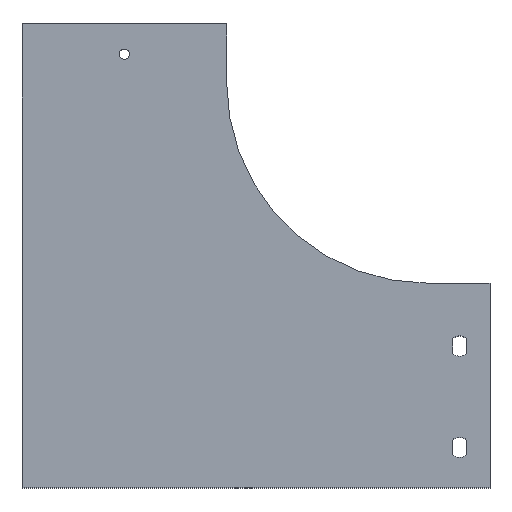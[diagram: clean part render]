
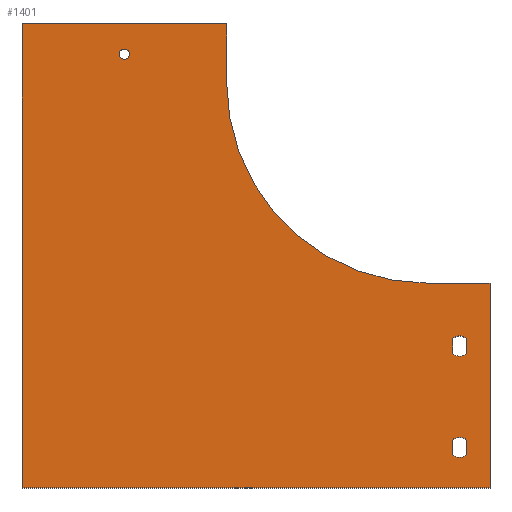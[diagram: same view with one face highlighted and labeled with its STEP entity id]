
A CAD part, top view. The second image highlights one B-rep face of the part: STEP entity #1401.
In plain terms, the highlighted planar face has unit normal (0, 0, 1).
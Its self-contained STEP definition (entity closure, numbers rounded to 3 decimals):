
#3 = PLANE ( 'NONE',  #992 ) ;
#10 = CARTESIAN_POINT ( 'NONE',  ( 200., 200., 1. ) ) ;
#21 = DIRECTION ( 'NONE',  ( 0., 0., -1. ) ) ;
#114 = DIRECTION ( 'NONE',  ( -1., 0., 0. ) ) ;
#219 = ORIENTED_EDGE ( 'NONE', *, *, #1078, .F. ) ;
#220 = ORIENTED_EDGE ( 'NONE', *, *, #1077, .F. ) ;
#221 = ORIENTED_EDGE ( 'NONE', *, *, #1082, .T. ) ;
#222 = ORIENTED_EDGE ( 'NONE', *, *, #1080, .F. ) ;
#228 = ORIENTED_EDGE ( 'NONE', *, *, #1083, .T. ) ;
#343 = EDGE_LOOP ( 'NONE', ( #1388 ) ) ;
#353 = EDGE_LOOP ( 'NONE', ( #219, #1391, #222, #1374 ) ) ;
#357 = EDGE_LOOP ( 'NONE', ( #1376, #1387, #1385, #220 ) ) ;
#457 = VERTEX_POINT ( 'NONE', #875 ) ;
#458 = VERTEX_POINT ( 'NONE', #874 ) ;
#461 = VERTEX_POINT ( 'NONE', #871 ) ;
#462 = VERTEX_POINT ( 'NONE', #870 ) ;
#465 = VERTEX_POINT ( 'NONE', #867 ) ;
#466 = VERTEX_POINT ( 'NONE', #866 ) ;
#467 = VERTEX_POINT ( 'NONE', #865 ) ;
#468 = VERTEX_POINT ( 'NONE', #864 ) ;
#470 = VERTEX_POINT ( 'NONE', #862 ) ;
#471 = VERTEX_POINT ( 'NONE', #861 ) ;
#474 = VERTEX_POINT ( 'NONE', #858 ) ;
#476 = VERTEX_POINT ( 'NONE', #856 ) ;
#479 = VERTEX_POINT ( 'NONE', #853 ) ;
#488 = VERTEX_POINT ( 'NONE', #844 ) ;
#490 = VERTEX_POINT ( 'NONE', #842 ) ;
#653 = VERTEX_POINT ( 'NONE', #1761 ) ;
#708 = DIRECTION ( 'NONE',  ( 1., 0., 0. ) ) ;
#709 = DIRECTION ( 'NONE',  ( 0., 0., -1. ) ) ;
#710 = CARTESIAN_POINT ( 'NONE',  ( 200., 200., 1. ) ) ;
#713 = DIRECTION ( 'NONE',  ( 1., 0., 0. ) ) ;
#715 = DIRECTION ( 'NONE',  ( 0., 0., 1. ) ) ;
#716 = CARTESIAN_POINT ( 'NONE',  ( 216., 20., 1. ) ) ;
#717 = DIRECTION ( 'NONE',  ( 0., 1., 0. ) ) ;
#718 = CARTESIAN_POINT ( 'NONE',  ( 101., 200., 1. ) ) ;
#720 = DIRECTION ( 'NONE',  ( 1., 0., 0. ) ) ;
#721 = DIRECTION ( 'NONE',  ( 0., 0., 1. ) ) ;
#722 = CARTESIAN_POINT ( 'NONE',  ( 216., 20., 1. ) ) ;
#723 = DIRECTION ( 'NONE',  ( -1., 0., 0. ) ) ;
#725 = CARTESIAN_POINT ( 'NONE',  ( 231., 101., 1. ) ) ;
#728 = DIRECTION ( 'NONE',  ( 1., 0., 0. ) ) ;
#731 = DIRECTION ( 'NONE',  ( 0., 0., 1. ) ) ;
#732 = CARTESIAN_POINT ( 'NONE',  ( 216., 70., 1. ) ) ;
#734 = CARTESIAN_POINT ( 'NONE',  ( 212.5, 16.429, 1. ) ) ;
#735 = DIRECTION ( 'NONE',  ( 0., 1., 0. ) ) ;
#736 = CARTESIAN_POINT ( 'NONE',  ( 219.5, 16.429, 1. ) ) ;
#737 = DIRECTION ( 'NONE',  ( 0., -1., 0. ) ) ;
#738 = DIRECTION ( 'NONE',  ( 1., 0., 0. ) ) ;
#740 = DIRECTION ( 'NONE',  ( 0., 0., 1. ) ) ;
#741 = CARTESIAN_POINT ( 'NONE',  ( 216., 70., 1. ) ) ;
#743 = CARTESIAN_POINT ( 'NONE',  ( 219.5, 66.429, 1. ) ) ;
#745 = DIRECTION ( 'NONE',  ( 0., -1., 0. ) ) ;
#746 = DIRECTION ( 'NONE',  ( 1., 0., 0. ) ) ;
#748 = DIRECTION ( 'NONE',  ( 0., 0., 1. ) ) ;
#749 = CARTESIAN_POINT ( 'NONE',  ( 50.5, 214., 1. ) ) ;
#750 = DIRECTION ( 'NONE',  ( 0., 1., 0. ) ) ;
#756 = CARTESIAN_POINT ( 'NONE',  ( 212.5, 66.429, 1. ) ) ;
#763 = DIRECTION ( 'NONE',  ( -1., 0., 0. ) ) ;
#765 = CARTESIAN_POINT ( 'NONE',  ( 100., 229., 1. ) ) ;
#770 = DIRECTION ( 'NONE',  ( 0., 1., 0. ) ) ;
#772 = CARTESIAN_POINT ( 'NONE',  ( 231., 0., 1. ) ) ;
#789 = DIRECTION ( 'NONE',  ( 1., 0., 0. ) ) ;
#792 = CARTESIAN_POINT ( 'NONE',  ( 0., 0., 1. ) ) ;
#802 = DIRECTION ( 'NONE',  ( 0., -1., 0. ) ) ;
#813 = CARTESIAN_POINT ( 'NONE',  ( 0., 229., 1. ) ) ;
#842 = CARTESIAN_POINT ( 'NONE',  ( 0., 229., 1. ) ) ;
#844 = CARTESIAN_POINT ( 'NONE',  ( 231., 0., 1. ) ) ;
#853 = CARTESIAN_POINT ( 'NONE',  ( 0., 0., 1. ) ) ;
#856 = CARTESIAN_POINT ( 'NONE',  ( 212.5, 66.429, 1. ) ) ;
#858 = CARTESIAN_POINT ( 'NONE',  ( 219.5, 23.571, 1. ) ) ;
#861 = CARTESIAN_POINT ( 'NONE',  ( 231., 101., 1. ) ) ;
#862 = CARTESIAN_POINT ( 'NONE',  ( 101., 229., 1. ) ) ;
#864 = CARTESIAN_POINT ( 'NONE',  ( 212.5, 23.571, 1. ) ) ;
#865 = CARTESIAN_POINT ( 'NONE',  ( 212.5, 73.571, 1. ) ) ;
#866 = CARTESIAN_POINT ( 'NONE',  ( 219.5, 73.571, 1. ) ) ;
#867 = CARTESIAN_POINT ( 'NONE',  ( 219.5, 66.429, 1. ) ) ;
#870 = CARTESIAN_POINT ( 'NONE',  ( 212.5, 16.429, 1. ) ) ;
#871 = CARTESIAN_POINT ( 'NONE',  ( 219.5, 16.429, 1. ) ) ;
#874 = CARTESIAN_POINT ( 'NONE',  ( 200., 101., 1. ) ) ;
#875 = CARTESIAN_POINT ( 'NONE',  ( 101., 200., 1. ) ) ;
#992 = AXIS2_PLACEMENT_3D ( 'NONE', #10, #21, #114 ) ;
#1004 = AXIS2_PLACEMENT_3D ( 'NONE', #710, #709, #708 ) ;
#1005 = AXIS2_PLACEMENT_3D ( 'NONE', #716, #715, #713 ) ;
#1006 = AXIS2_PLACEMENT_3D ( 'NONE', #722, #721, #720 ) ;
#1007 = AXIS2_PLACEMENT_3D ( 'NONE', #732, #731, #728 ) ;
#1038 = AXIS2_PLACEMENT_3D ( 'NONE', #741, #740, #738 ) ;
#1039 = AXIS2_PLACEMENT_3D ( 'NONE', #749, #748, #746 ) ;
#1056 = EDGE_CURVE ( 'NONE', #490, #479, #1104, .T. ) ;
#1060 = EDGE_CURVE ( 'NONE', #479, #488, #1103, .T. ) ;
#1066 = EDGE_CURVE ( 'NONE', #488, #471, #1122, .T. ) ;
#1068 = EDGE_CURVE ( 'NONE', #470, #490, #1126, .T. ) ;
#1073 = EDGE_CURVE ( 'NONE', #653, #653, #1132, .T. ) ;
#1074 = EDGE_CURVE ( 'NONE', #467, #476, #1139, .T. ) ;
#1075 = EDGE_CURVE ( 'NONE', #466, #467, #1136, .T. ) ;
#1076 = EDGE_CURVE ( 'NONE', #465, #466, #1138, .T. ) ;
#1077 = EDGE_CURVE ( 'NONE', #476, #465, #1142, .T. ) ;
#1078 = EDGE_CURVE ( 'NONE', #468, #462, #1140, .T. ) ;
#1079 = EDGE_CURVE ( 'NONE', #474, #468, #1145, .T. ) ;
#1080 = EDGE_CURVE ( 'NONE', #461, #474, #1147, .T. ) ;
#1081 = EDGE_CURVE ( 'NONE', #462, #461, #1148, .T. ) ;
#1082 = EDGE_CURVE ( 'NONE', #471, #458, #1150, .T. ) ;
#1083 = EDGE_CURVE ( 'NONE', #458, #457, #1151, .T. ) ;
#1084 = EDGE_CURVE ( 'NONE', #457, #470, #1153, .T. ) ;
#1103 = LINE ( 'NONE', #792, #1113 ) ;
#1104 = LINE ( 'NONE', #813, #1105 ) ;
#1105 = VECTOR ( 'NONE', #802, 1000. ) ;
#1113 = VECTOR ( 'NONE', #789, 1000. ) ;
#1122 = LINE ( 'NONE', #772, #1125 ) ;
#1125 = VECTOR ( 'NONE', #770, 1000. ) ;
#1126 = LINE ( 'NONE', #765, #1129 ) ;
#1129 = VECTOR ( 'NONE', #763, 1000. ) ;
#1132 = CIRCLE ( 'NONE', #1039, 2.5 ) ;
#1136 = CIRCLE ( 'NONE', #1038, 5. ) ;
#1138 = LINE ( 'NONE', #743, #1143 ) ;
#1139 = LINE ( 'NONE', #756, #1141 ) ;
#1140 = LINE ( 'NONE', #734, #1146 ) ;
#1141 = VECTOR ( 'NONE', #745, 1000. ) ;
#1142 = CIRCLE ( 'NONE', #1007, 5. ) ;
#1143 = VECTOR ( 'NONE', #750, 1000. ) ;
#1145 = CIRCLE ( 'NONE', #1006, 5. ) ;
#1146 = VECTOR ( 'NONE', #737, 1000. ) ;
#1147 = LINE ( 'NONE', #736, #1149 ) ;
#1148 = CIRCLE ( 'NONE', #1005, 5. ) ;
#1149 = VECTOR ( 'NONE', #735, 1000. ) ;
#1150 = LINE ( 'NONE', #725, #1152 ) ;
#1151 = CIRCLE ( 'NONE', #1004, 99. ) ;
#1152 = VECTOR ( 'NONE', #723, 1000. ) ;
#1153 = LINE ( 'NONE', #718, #1155 ) ;
#1155 = VECTOR ( 'NONE', #717, 1000. ) ;
#1181 = FACE_BOUND ( 'NONE', #353, .T. ) ;
#1185 = FACE_BOUND ( 'NONE', #343, .T. ) ;
#1187 = FACE_OUTER_BOUND ( 'NONE', #1559, .T. ) ;
#1188 = FACE_BOUND ( 'NONE', #357, .T. ) ;
#1370 = ORIENTED_EDGE ( 'NONE', *, *, #1056, .T. ) ;
#1371 = ORIENTED_EDGE ( 'NONE', *, *, #1084, .T. ) ;
#1374 = ORIENTED_EDGE ( 'NONE', *, *, #1081, .F. ) ;
#1375 = ORIENTED_EDGE ( 'NONE', *, *, #1068, .T. ) ;
#1376 = ORIENTED_EDGE ( 'NONE', *, *, #1074, .F. ) ;
#1385 = ORIENTED_EDGE ( 'NONE', *, *, #1076, .F. ) ;
#1387 = ORIENTED_EDGE ( 'NONE', *, *, #1075, .F. ) ;
#1388 = ORIENTED_EDGE ( 'NONE', *, *, #1073, .F. ) ;
#1391 = ORIENTED_EDGE ( 'NONE', *, *, #1079, .F. ) ;
#1392 = ORIENTED_EDGE ( 'NONE', *, *, #1060, .T. ) ;
#1393 = ORIENTED_EDGE ( 'NONE', *, *, #1066, .T. ) ;
#1401 = ADVANCED_FACE ( 'NONE', ( #1185, #1188, #1181, #1187 ), #3, .F. ) ;
#1559 = EDGE_LOOP ( 'NONE', ( #1375, #1370, #1392, #1393, #221, #228, #1371 ) ) ;
#1761 = CARTESIAN_POINT ( 'NONE',  ( 53., 214., 1. ) ) ;
